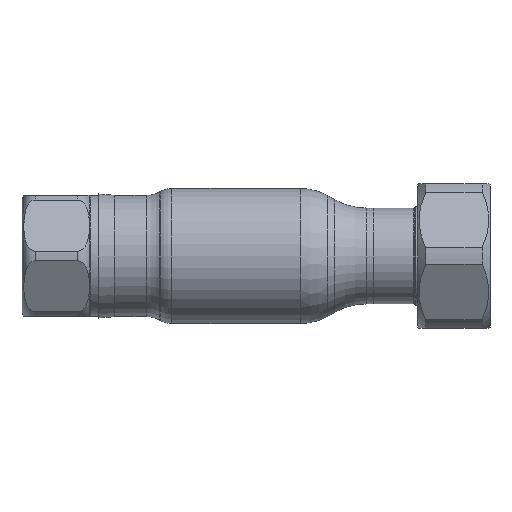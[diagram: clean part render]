
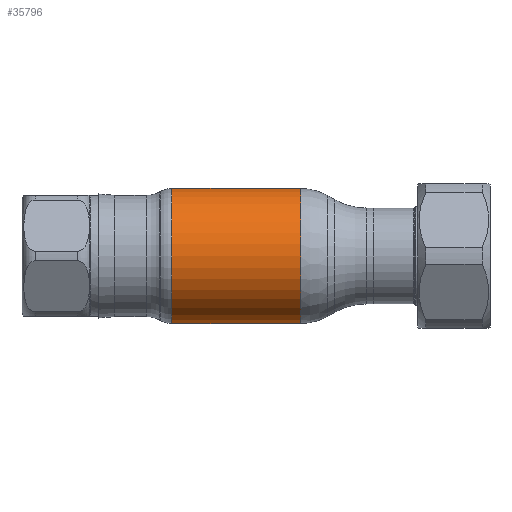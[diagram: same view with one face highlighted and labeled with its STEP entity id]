
A CAD part, front view. The second image highlights one B-rep face of the part: STEP entity #35796.
In plain terms, the highlighted cylindrical face has radius 15 mm (diameter 30 mm), a partial arc.
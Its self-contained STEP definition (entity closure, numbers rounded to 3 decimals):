
#2004 = CYLINDRICAL_SURFACE ( 'NONE', #58866, 15. ) ;
#2650 = CARTESIAN_POINT ( 'NONE',  ( -14.285, 0., -15. ) ) ;
#4247 = LINE ( 'NONE', #59409, #46415 ) ;
#4402 = ORIENTED_EDGE ( 'NONE', *, *, #34536, .T. ) ;
#5236 = DIRECTION ( 'NONE',  ( 0., 0., -1. ) ) ;
#11918 = DIRECTION ( 'NONE',  ( 0., 0., -1. ) ) ;
#12257 = EDGE_CURVE ( 'NONE', #39422, #34174, #4247, .T. ) ;
#12745 = DIRECTION ( 'NONE',  ( 1., 0., 0. ) ) ;
#13656 = DIRECTION ( 'NONE',  ( 1., 0., 0. ) ) ;
#16882 = DIRECTION ( 'NONE',  ( 1., 0., 0. ) ) ;
#17488 = LINE ( 'NONE', #45246, #21194 ) ;
#18142 = ORIENTED_EDGE ( 'NONE', *, *, #28366, .T. ) ;
#18229 = AXIS2_PLACEMENT_3D ( 'NONE', #32577, #13656, #5236 ) ;
#18861 = CARTESIAN_POINT ( 'NONE',  ( -14.285, 0., 15. ) ) ;
#19031 = ORIENTED_EDGE ( 'NONE', *, *, #12257, .F. ) ;
#21194 = VECTOR ( 'NONE', #16882, 1000. ) ;
#21735 = EDGE_CURVE ( 'NONE', #34174, #40451, #54859, .T. ) ;
#23844 = DIRECTION ( 'NONE',  ( 0., 0., -1. ) ) ;
#28366 = EDGE_CURVE ( 'NONE', #39422, #47884, #34446, .T. ) ;
#31916 = DIRECTION ( 'NONE',  ( 1., 0., 0. ) ) ;
#32577 = CARTESIAN_POINT ( 'NONE',  ( 14.285, 0., 0. ) ) ;
#34174 = VERTEX_POINT ( 'NONE', #46509 ) ;
#34446 = CIRCLE ( 'NONE', #46991, 15. ) ;
#34536 = EDGE_CURVE ( 'NONE', #47884, #40451, #17488, .T. ) ;
#35253 = CARTESIAN_POINT ( 'NONE',  ( 14.285, 0., -15. ) ) ;
#35622 = CARTESIAN_POINT ( 'NONE',  ( -14.285, 0., 0. ) ) ;
#35796 = ADVANCED_FACE ( 'NONE', ( #46904 ), #2004, .T. ) ;
#35951 = DIRECTION ( 'NONE',  ( 1., 0., 0. ) ) ;
#39422 = VERTEX_POINT ( 'NONE', #18861 ) ;
#40451 = VERTEX_POINT ( 'NONE', #35253 ) ;
#44802 = ORIENTED_EDGE ( 'NONE', *, *, #21735, .F. ) ;
#45246 = CARTESIAN_POINT ( 'NONE',  ( 62.69, 0., -15. ) ) ;
#46415 = VECTOR ( 'NONE', #31916, 1000. ) ;
#46509 = CARTESIAN_POINT ( 'NONE',  ( 14.285, 0., 15. ) ) ;
#46904 = FACE_OUTER_BOUND ( 'NONE', #58979, .T. ) ;
#46991 = AXIS2_PLACEMENT_3D ( 'NONE', #35622, #12745, #23844 ) ;
#47884 = VERTEX_POINT ( 'NONE', #2650 ) ;
#54859 = CIRCLE ( 'NONE', #18229, 15. ) ;
#58332 = CARTESIAN_POINT ( 'NONE',  ( 62.69, 0., 0. ) ) ;
#58866 = AXIS2_PLACEMENT_3D ( 'NONE', #58332, #35951, #11918 ) ;
#58979 = EDGE_LOOP ( 'NONE', ( #19031, #18142, #4402, #44802 ) ) ;
#59409 = CARTESIAN_POINT ( 'NONE',  ( 62.69, 0., 15. ) ) ;
